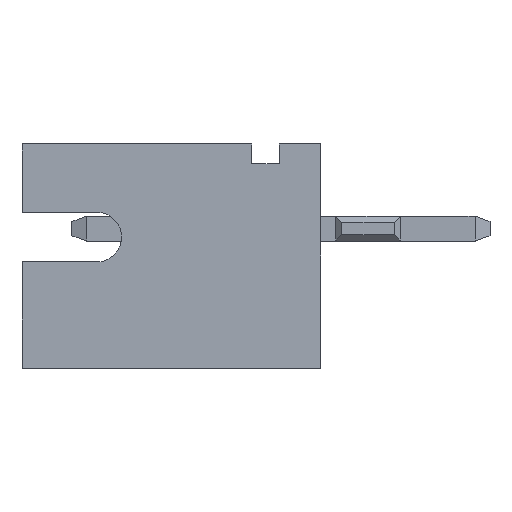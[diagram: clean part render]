
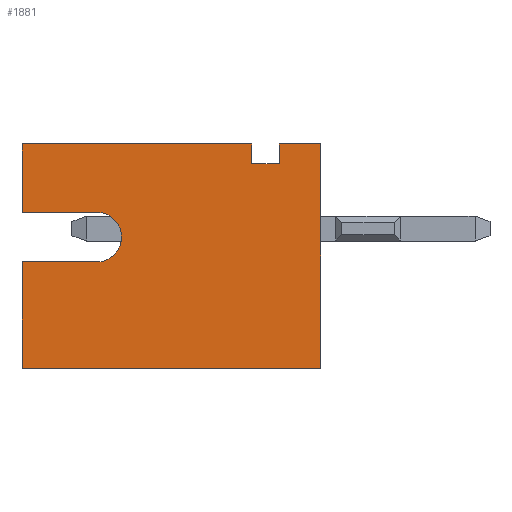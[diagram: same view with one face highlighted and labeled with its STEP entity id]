
A CAD part, left-side view. The second image highlights one B-rep face of the part: STEP entity #1881.
In plain terms, the highlighted planar face has unit normal (-1, 0, 0).
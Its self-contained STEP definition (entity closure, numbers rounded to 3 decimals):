
#56 = ORIENTED_EDGE ( 'NONE', *, *, #3426, .F. ) ;
#85 = LINE ( 'NONE', #814, #227 ) ;
#104 = EDGE_CURVE ( 'NONE', #1883, #3536, #85, .T. ) ;
#132 = CARTESIAN_POINT ( 'NONE',  ( -2.95, -2.17, 2.25 ) ) ;
#167 = EDGE_CURVE ( 'NONE', #1546, #2827, #1998, .T. ) ;
#227 = VECTOR ( 'NONE', #834, 1000. ) ;
#273 = VECTOR ( 'NONE', #3855, 1000. ) ;
#280 = DIRECTION ( 'NONE',  ( 0., 0., -1. ) ) ;
#304 = VERTEX_POINT ( 'NONE', #132 ) ;
#324 = CARTESIAN_POINT ( 'NONE',  ( -2.95, 3., 0.88 ) ) ;
#332 = EDGE_CURVE ( 'NONE', #1739, #304, #3854, .T. ) ;
#404 = LINE ( 'NONE', #3526, #2123 ) ;
#662 = VECTOR ( 'NONE', #3161, 1000. ) ;
#698 = VECTOR ( 'NONE', #1605, 1000. ) ;
#764 = VECTOR ( 'NONE', #1800, 1000. ) ;
#814 = CARTESIAN_POINT ( 'NONE',  ( -2.95, 1.5, -0.12 ) ) ;
#829 = ORIENTED_EDGE ( 'NONE', *, *, #1301, .F. ) ;
#830 = CARTESIAN_POINT ( 'NONE',  ( -2.95, 1.5, 0.88 ) ) ;
#834 = DIRECTION ( 'NONE',  ( 0., -1., 0. ) ) ;
#943 = LINE ( 'NONE', #1170, #764 ) ;
#966 = AXIS2_PLACEMENT_3D ( 'NONE', #1146, #2047, #280 ) ;
#1006 = ORIENTED_EDGE ( 'NONE', *, *, #104, .F. ) ;
#1009 = VERTEX_POINT ( 'NONE', #3448 ) ;
#1095 = LINE ( 'NONE', #3566, #273 ) ;
#1146 = CARTESIAN_POINT ( 'NONE',  ( -2.95, 1.5, 0.38 ) ) ;
#1157 = DIRECTION ( 'NONE',  ( 0., 0., -1. ) ) ;
#1170 = CARTESIAN_POINT ( 'NONE',  ( -2.95, 3., 0.88 ) ) ;
#1255 = DIRECTION ( 'NONE',  ( 0., 0., 1. ) ) ;
#1262 = VECTOR ( 'NONE', #2654, 1000. ) ;
#1301 = EDGE_CURVE ( 'NONE', #304, #3733, #1095, .T. ) ;
#1305 = VERTEX_POINT ( 'NONE', #830 ) ;
#1322 = ORIENTED_EDGE ( 'NONE', *, *, #3660, .F. ) ;
#1347 = EDGE_CURVE ( 'NONE', #1305, #1546, #943, .T. ) ;
#1393 = PLANE ( 'NONE',  #966 ) ;
#1428 = CARTESIAN_POINT ( 'NONE',  ( -2.95, -1.61, 2.25 ) ) ;
#1453 = LINE ( 'NONE', #3431, #698 ) ;
#1487 = ORIENTED_EDGE ( 'NONE', *, *, #167, .F. ) ;
#1546 = VERTEX_POINT ( 'NONE', #324 ) ;
#1582 = CARTESIAN_POINT ( 'NONE',  ( -2.95, -1.61, 2.25 ) ) ;
#1605 = DIRECTION ( 'NONE',  ( 0., 0., -1. ) ) ;
#1616 = CARTESIAN_POINT ( 'NONE',  ( -2.95, -2.17, 1.85 ) ) ;
#1645 = EDGE_LOOP ( 'NONE', ( #2987, #2638, #829, #2100, #3785, #1322, #56, #1487, #2477, #3500, #1006, #2567 ) ) ;
#1692 = CARTESIAN_POINT ( 'NONE',  ( -2.95, -2.17, 1.85 ) ) ;
#1736 = CARTESIAN_POINT ( 'NONE',  ( -2.95, 1.5, 0.38 ) ) ;
#1739 = VERTEX_POINT ( 'NONE', #1692 ) ;
#1770 = DIRECTION ( 'NONE',  ( 0., 0., 1. ) ) ;
#1800 = DIRECTION ( 'NONE',  ( 0., 1., 0. ) ) ;
#1881 = ADVANCED_FACE ( 'NONE', ( #3350 ), #1393, .F. ) ;
#1883 = VERTEX_POINT ( 'NONE', #2947 ) ;
#1931 = VERTEX_POINT ( 'NONE', #2131 ) ;
#1998 = LINE ( 'NONE', #2446, #2609 ) ;
#2037 = LINE ( 'NONE', #3465, #662 ) ;
#2042 = EDGE_CURVE ( 'NONE', #1931, #1739, #3118, .T. ) ;
#2047 = DIRECTION ( 'NONE',  ( 1., 0., 0. ) ) ;
#2100 = ORIENTED_EDGE ( 'NONE', *, *, #332, .F. ) ;
#2102 = EDGE_CURVE ( 'NONE', #3733, #3484, #1453, .T. ) ;
#2123 = VECTOR ( 'NONE', #2278, 1000. ) ;
#2131 = CARTESIAN_POINT ( 'NONE',  ( -2.95, -1.61, 1.85 ) ) ;
#2221 = VECTOR ( 'NONE', #2814, 1000. ) ;
#2278 = DIRECTION ( 'NONE',  ( 0., 1., 0. ) ) ;
#2281 = CARTESIAN_POINT ( 'NONE',  ( -2.95, -3., -2.25 ) ) ;
#2368 = EDGE_CURVE ( 'NONE', #3536, #1305, #3219, .T. ) ;
#2446 = CARTESIAN_POINT ( 'NONE',  ( -2.95, 3., 0.88 ) ) ;
#2477 = ORIENTED_EDGE ( 'NONE', *, *, #1347, .F. ) ;
#2567 = ORIENTED_EDGE ( 'NONE', *, *, #3614, .F. ) ;
#2586 = CARTESIAN_POINT ( 'NONE',  ( -2.95, 3., 2.25 ) ) ;
#2604 = CARTESIAN_POINT ( 'NONE',  ( -2.95, 1.5, -0.12 ) ) ;
#2609 = VECTOR ( 'NONE', #1770, 1000. ) ;
#2611 = CARTESIAN_POINT ( 'NONE',  ( -2.95, -1.61, 1.85 ) ) ;
#2638 = ORIENTED_EDGE ( 'NONE', *, *, #2102, .F. ) ;
#2654 = DIRECTION ( 'NONE',  ( 0., -1., 0. ) ) ;
#2655 = VECTOR ( 'NONE', #2787, 1000. ) ;
#2787 = DIRECTION ( 'NONE',  ( 0., 0., 1. ) ) ;
#2814 = DIRECTION ( 'NONE',  ( 0., 0., -1. ) ) ;
#2827 = VERTEX_POINT ( 'NONE', #2586 ) ;
#2841 = LINE ( 'NONE', #3415, #3745 ) ;
#2947 = CARTESIAN_POINT ( 'NONE',  ( -2.95, 3., -0.12 ) ) ;
#2965 = DIRECTION ( 'NONE',  ( -1., 0., 0. ) ) ;
#2987 = ORIENTED_EDGE ( 'NONE', *, *, #3887, .F. ) ;
#3038 = LINE ( 'NONE', #1582, #2221 ) ;
#3118 = LINE ( 'NONE', #2611, #1262 ) ;
#3161 = DIRECTION ( 'NONE',  ( 0., -1., 0. ) ) ;
#3219 = CIRCLE ( 'NONE', #3249, 0.5 ) ;
#3249 = AXIS2_PLACEMENT_3D ( 'NONE', #1736, #2965, #1157 ) ;
#3350 = FACE_OUTER_BOUND ( 'NONE', #1645, .T. ) ;
#3415 = CARTESIAN_POINT ( 'NONE',  ( -2.95, 3., -2.25 ) ) ;
#3426 = EDGE_CURVE ( 'NONE', #2827, #3835, #2037, .T. ) ;
#3431 = CARTESIAN_POINT ( 'NONE',  ( -2.95, -3., 2.25 ) ) ;
#3448 = CARTESIAN_POINT ( 'NONE',  ( -2.95, 3., -2.25 ) ) ;
#3465 = CARTESIAN_POINT ( 'NONE',  ( -2.95, 3., 2.25 ) ) ;
#3473 = CARTESIAN_POINT ( 'NONE',  ( -2.95, -3., 2.25 ) ) ;
#3484 = VERTEX_POINT ( 'NONE', #2281 ) ;
#3500 = ORIENTED_EDGE ( 'NONE', *, *, #2368, .F. ) ;
#3526 = CARTESIAN_POINT ( 'NONE',  ( -2.95, -3., -2.25 ) ) ;
#3536 = VERTEX_POINT ( 'NONE', #2604 ) ;
#3566 = CARTESIAN_POINT ( 'NONE',  ( -2.95, -2.17, 2.25 ) ) ;
#3614 = EDGE_CURVE ( 'NONE', #1009, #1883, #2841, .T. ) ;
#3660 = EDGE_CURVE ( 'NONE', #3835, #1931, #3038, .T. ) ;
#3733 = VERTEX_POINT ( 'NONE', #3473 ) ;
#3745 = VECTOR ( 'NONE', #1255, 1000. ) ;
#3785 = ORIENTED_EDGE ( 'NONE', *, *, #2042, .F. ) ;
#3835 = VERTEX_POINT ( 'NONE', #1428 ) ;
#3854 = LINE ( 'NONE', #1616, #2655 ) ;
#3855 = DIRECTION ( 'NONE',  ( 0., -1., 0. ) ) ;
#3887 = EDGE_CURVE ( 'NONE', #3484, #1009, #404, .T. ) ;
